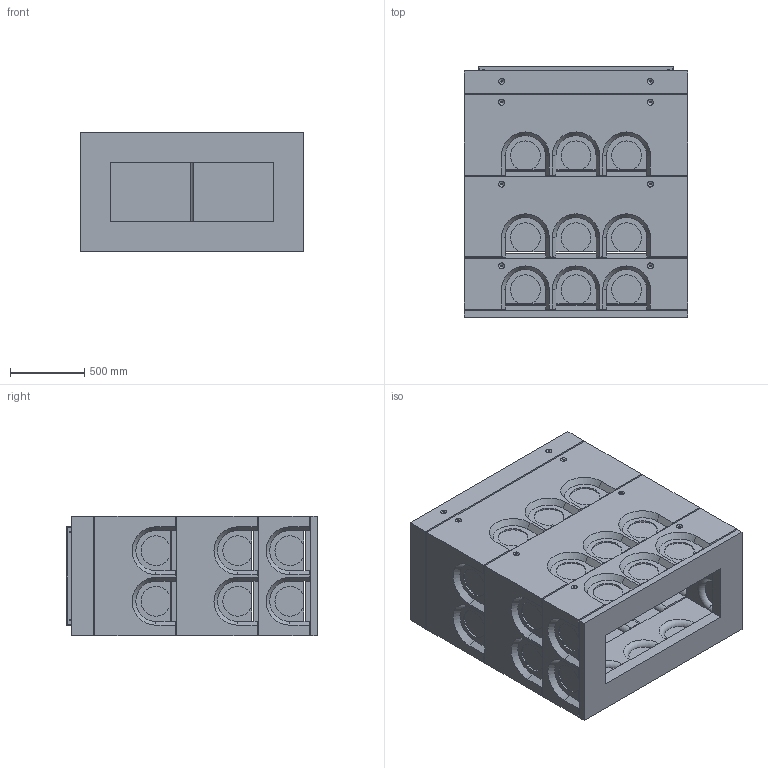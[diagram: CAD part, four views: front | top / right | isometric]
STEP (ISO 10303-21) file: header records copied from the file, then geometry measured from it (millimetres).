
FILE_DESCRIPTION (( 'STEP AP214' ), '1' );
FILE_NAME ('SC-ECO.0613.162.125.STEP', '2020-05-18T11:42:01', ( '' ), ( '' ), 'SwSTEP 2.0', 'SolidWorks 2018', '' );
FILE_SCHEMA (( 'AUTOMOTIVE_DESIGN' ));
Length unit declared in the file: millimetre
Products named in the file (1): SC-ECO.0613.162.125
Bounding box: 1500 x 1685 x 800 mm (x, y, z)
Surface area: 16888797.1 mm2 (no closed solid volume)
Topology: 0 solids, 99 shells, 624 faces, 2985 edges, 2402 vertices
Faces by surface type: plane 381, cylinder 148, cone 46, bspline 27, torus 18, sphere 4
Full cylindrical faces by diameter (mm): 5.81 x16, 10 x24, 26.5 x4, 35 x4, 40 x12
Entity records: 43549 total; most frequent: CARTESIAN_POINT 14145, DIRECTION 4157, ORIENTED_EDGE 4128, EDGE_CURVE 2868, VERTEX_POINT 2369, VECTOR 1985, LINE 1985, AXIS2_PLACEMENT_3D 1086
